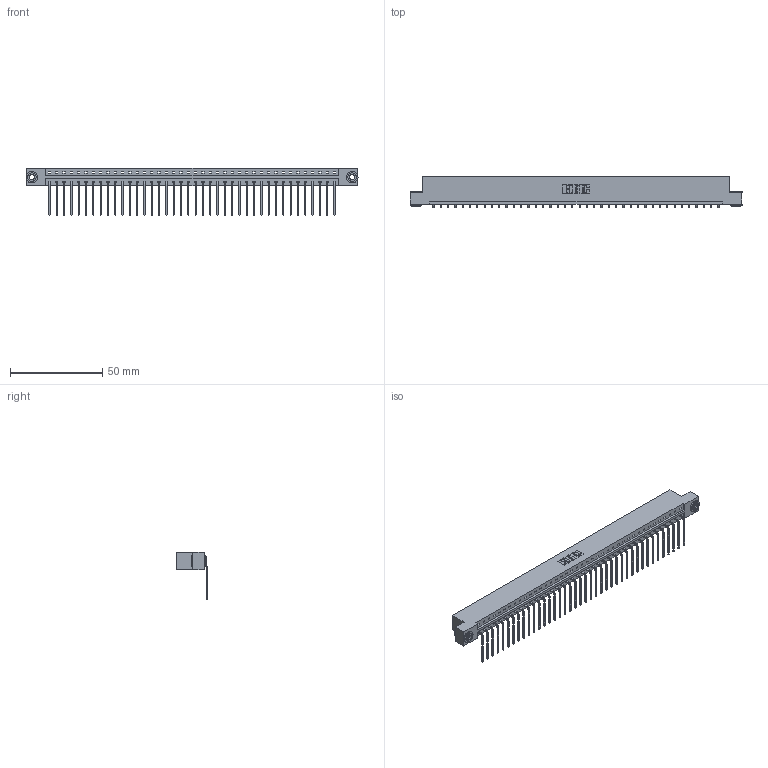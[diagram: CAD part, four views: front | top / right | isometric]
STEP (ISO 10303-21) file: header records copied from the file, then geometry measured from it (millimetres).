
FILE_DESCRIPTION (( 'STEP AP203' ), '1' );
FILE_NAME ('833-040-559-103.STEP', '2020-06-03T18:08:04', ( '' ), ( '' ), 'SwSTEP 2.0', 'SolidWorks 2020', '' );
FILE_SCHEMA (( 'CONFIG_CONTROL_DESIGN' ));
Length unit declared in the file: inch
Products named in the file (4): 345-250-002_345-250-002-102; 833-040-559-103; 345-292-001_558 559 Tail - 1; 833 Part_Flush - .156 Dia - TH
Assembly tree (43 placements, depth 2):
  833-040-559-103
    833 Part_Flush - .156 Dia - TH
    345-292-001_558 559 Tail - 1  x40
    345-250-002_345-250-002-102  x2
Bounding box: 180.04 x 17.09 x 25.53 mm (x, y, z)
Volume: 18252.1 mm3; surface area: 20780.2 mm2
Topology: 43 solids, 43 shells, 2552 faces, 7667 edges, 5054 vertices
Faces by surface type: plane 1840, cylinder 704, cone 8
Entity records: 25446 total; most frequent: CARTESIAN_POINT 4369, ORIENTED_EDGE 4338, DIRECTION 3723, EDGE_CURVE 2169, VECTOR 2017, LINE 2017, VERTEX_POINT 1442, AXIS2_PLACEMENT_3D 853
